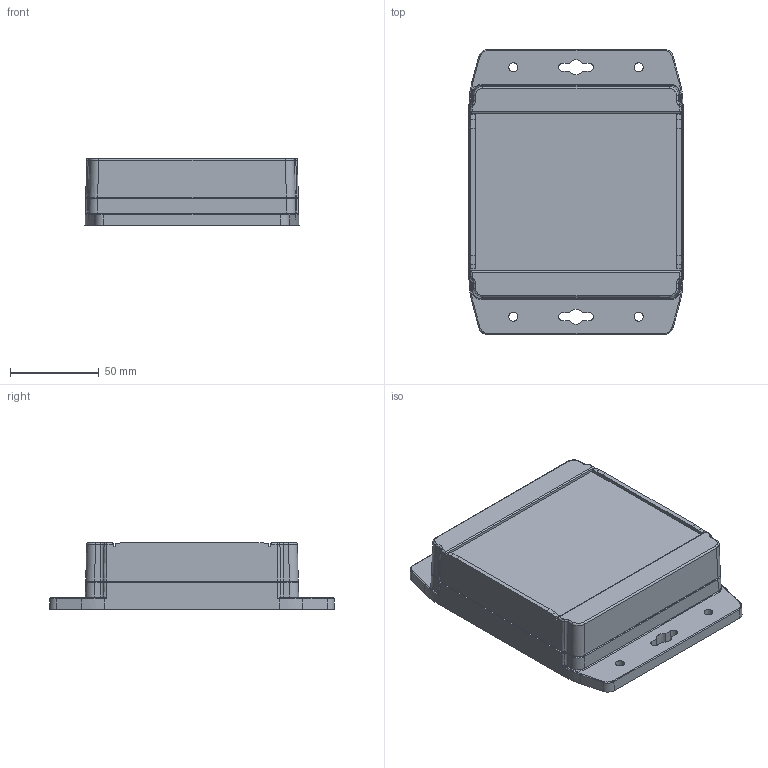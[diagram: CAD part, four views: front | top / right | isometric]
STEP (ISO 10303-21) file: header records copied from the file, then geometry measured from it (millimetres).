
FILE_DESCRIPTION (( 'STEP AP203' ), '1' );
FILE_NAME ('1555N2F17GY.step', '2020-11-13T21:07:48', ( 'ADC123' ), ( 'Microsoft' ), 'SwSTEP 2.0', 'SolidWorks 2019', '' );
FILE_SCHEMA (( 'CONFIG_CONTROL_DESIGN' ));
Products named in the file (1): 1555N2F17GY
Bounding box: 120.79 x 160.79 x 37.7 mm (x, y, z)
Volume: 187056.1 mm3; surface area: 140326.3 mm2
Topology: 11 solids, 11 shells, 1389 faces, 3406 edges, 2107 vertices
Faces by surface type: plane 608, cylinder 301, bspline 272, cone 204, torus 4
Full cylindrical faces by diameter (mm): 3.251 x4, 3.43 x4, 3.5 x4, 3.572 x10, 3.88 x4, 5.334 x4, 5.537 x8, 6.35 x8, 7.5 x4, 9 x4
Entity records: 46746 total; most frequent: CARTESIAN_POINT 16488, ORIENTED_EDGE 6380, DIRECTION 5713, EDGE_CURVE 3190, VERTEX_POINT 2074, AXIS2_PLACEMENT_3D 2051, EDGE_LOOP 1692, VECTOR 1611
